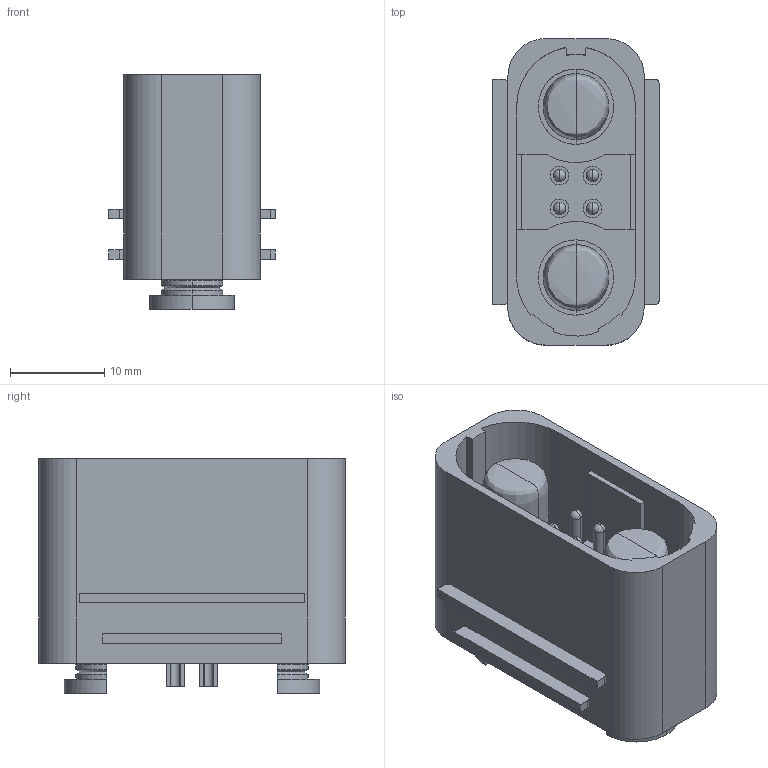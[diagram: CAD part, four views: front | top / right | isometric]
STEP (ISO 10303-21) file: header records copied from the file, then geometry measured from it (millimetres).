
FILE_DESCRIPTION(/* description */ (''),/* implementation_level */ '2;1');
FILE_NAME(/* name */ 'AMASSA~1',/* time_stamp */ '2021-06-23T16:53:11+08:00',/* author */ (''),/* organization */ (''),/* preprocessor_version */ 'ST-DEVELOPER v16.5',/* originating_system */ '',/* authorisation */ '');
FILE_SCHEMA (('CONFIG_CONTROL_DESIGN'));
Length unit declared in the file: millimetre
Products named in the file (1): Document
Bounding box: 17.68 x 32.56 x 24.9 mm (x, y, z)
Volume: 5053.1 mm3; surface area: 6570.5 mm2
Topology: 7 solids, 7 shells, 276 faces, 675 edges, 415 vertices
Faces by surface type: cylinder 112, plane 98, bspline 66
Entity records: 7788 total; most frequent: CARTESIAN_POINT 3636, ORIENTED_EDGE 1328, EDGE_CURVE 664, VERTEX_POINT 412, EDGE_LOOP 298, ADVANCED_FACE 276, FACE_OUTER_BOUND 276, DIRECTION 202
